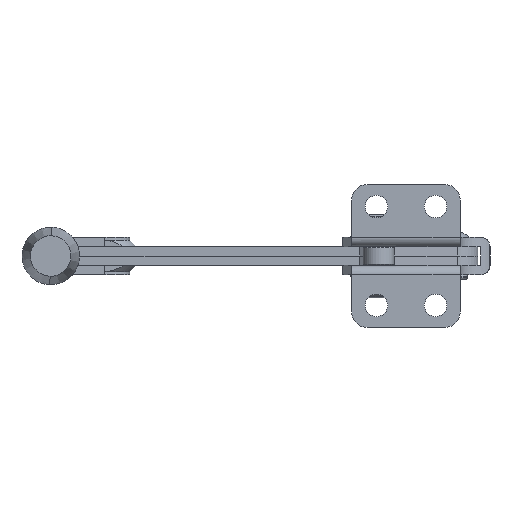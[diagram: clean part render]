
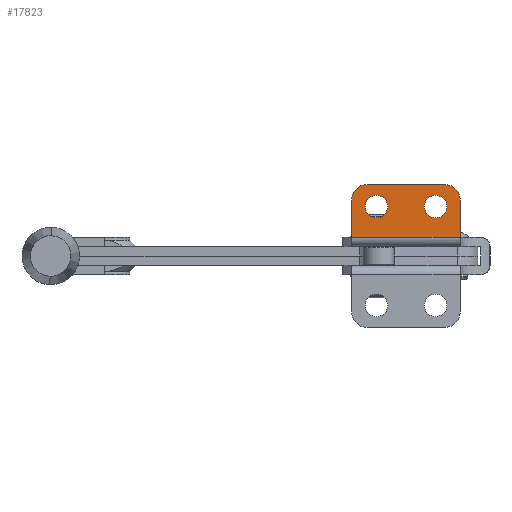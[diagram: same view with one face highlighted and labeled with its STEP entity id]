
A CAD part, front view. The second image highlights one B-rep face of the part: STEP entity #17823.
In plain terms, the highlighted planar face has unit normal (0, -1, 0).
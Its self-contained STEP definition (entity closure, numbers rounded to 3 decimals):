
#4996 = CARTESIAN_POINT ( 'NONE',  ( -26.9, 0., 21.9 ) ) ;
#4997 = CIRCLE ( 'NONE', #5170, 3.6 ) ;
#5170 = AXIS2_PLACEMENT_3D ( 'NONE', #4996, #5549, #5547 ) ;
#5543 = CARTESIAN_POINT ( 'NONE',  ( -30.5, 0., 21.9 ) ) ;
#5545 = CARTESIAN_POINT ( 'NONE',  ( -23.3, 0., 21.9 ) ) ;
#5547 = DIRECTION ( 'NONE',  ( -1., 0., 0. ) ) ;
#5549 = DIRECTION ( 'NONE',  ( 0., 1., 0. ) ) ;
#6047 = CARTESIAN_POINT ( 'NONE',  ( -11.5, 0., 21.9 ) ) ;
#6841 = CARTESIAN_POINT ( 'NONE',  ( -4.3, 0., 21.9 ) ) ;
#6842 = DIRECTION ( 'NONE',  ( -1., 0., 0. ) ) ;
#6843 = DIRECTION ( 'NONE',  ( 0., 1., 0. ) ) ;
#6844 = CARTESIAN_POINT ( 'NONE',  ( -7.9, 0., 21.9 ) ) ;
#6845 = AXIS2_PLACEMENT_3D ( 'NONE', #6844, #6843, #6842 ) ;
#6846 = CIRCLE ( 'NONE', #6845, 3.6 ) ;
#17751 = EDGE_CURVE ( 'NONE', #17783, #17792, #22485, .T. ) ;
#17783 = VERTEX_POINT ( 'NONE', #22666 ) ;
#17792 = VERTEX_POINT ( 'NONE', #22617 ) ;
#17823 = ADVANCED_FACE ( 'NONE', ( #22649, #22648, #22647 ), #22646, .F. ) ;
#17824 = EDGE_LOOP ( 'NONE', ( #17935, #17929, #17932, #17920, #17933, #17921 ) ) ;
#17827 = VERTEX_POINT ( 'NONE', #22693 ) ;
#17831 = VERTEX_POINT ( 'NONE', #22722 ) ;
#17832 = EDGE_CURVE ( 'NONE', #31133, #31132, #22694, .T. ) ;
#17833 = ORIENTED_EDGE ( 'NONE', *, *, #17926, .T. ) ;
#17835 = ORIENTED_EDGE ( 'NONE', *, *, #31131, .T. ) ;
#17884 = VERTEX_POINT ( 'NONE', #22810 ) ;
#17888 = EDGE_CURVE ( 'NONE', #17884, #17831, #22891, .T. ) ;
#17920 = ORIENTED_EDGE ( 'NONE', *, *, #17922, .T. ) ;
#17921 = ORIENTED_EDGE ( 'NONE', *, *, #17924, .T. ) ;
#17922 = EDGE_CURVE ( 'NONE', #17783, #17827, #22868, .T. ) ;
#17924 = EDGE_CURVE ( 'NONE', #17936, #17884, #22933, .T. ) ;
#17925 = EDGE_LOOP ( 'NONE', ( #17833, #17930 ) ) ;
#17926 = EDGE_CURVE ( 'NONE', #31299, #31344, #23027, .T. ) ;
#17927 = EDGE_LOOP ( 'NONE', ( #17931, #17835 ) ) ;
#17929 = ORIENTED_EDGE ( 'NONE', *, *, #17934, .T. ) ;
#17930 = ORIENTED_EDGE ( 'NONE', *, *, #31343, .T. ) ;
#17931 = ORIENTED_EDGE ( 'NONE', *, *, #17832, .T. ) ;
#17932 = ORIENTED_EDGE ( 'NONE', *, *, #17751, .F. ) ;
#17933 = ORIENTED_EDGE ( 'NONE', *, *, #17937, .F. ) ;
#17934 = EDGE_CURVE ( 'NONE', #17831, #17792, #22935, .T. ) ;
#17935 = ORIENTED_EDGE ( 'NONE', *, *, #17888, .T. ) ;
#17936 = VERTEX_POINT ( 'NONE', #23042 ) ;
#17937 = EDGE_CURVE ( 'NONE', #17936, #17827, #22895, .T. ) ;
#22485 = LINE ( 'NONE', #22558, #22557 ) ;
#22521 = DIRECTION ( 'NONE',  ( 0., -1., 0. ) ) ;
#22556 = DIRECTION ( 'NONE',  ( 0., 0., -1. ) ) ;
#22557 = VECTOR ( 'NONE', #22556, 1000. ) ;
#22558 = CARTESIAN_POINT ( 'NONE',  ( 0., 0., 12. ) ) ;
#22595 = DIRECTION ( 'NONE',  ( -1., 0., 0. ) ) ;
#22596 = DIRECTION ( 'NONE',  ( 0., 1., 0. ) ) ;
#22597 = CARTESIAN_POINT ( 'NONE',  ( 0., 0., 12. ) ) ;
#22598 = DIRECTION ( 'NONE',  ( -1., 0., 0. ) ) ;
#22599 = AXIS2_PLACEMENT_3D ( 'NONE', #22597, #22596, #22595 ) ;
#22617 = CARTESIAN_POINT ( 'NONE',  ( 0., 0., 12. ) ) ;
#22646 = PLANE ( 'NONE',  #22599 ) ;
#22647 = FACE_BOUND ( 'NONE', #17927, .T. ) ;
#22648 = FACE_BOUND ( 'NONE', #17925, .T. ) ;
#22649 = FACE_OUTER_BOUND ( 'NONE', #17824, .T. ) ;
#22666 = CARTESIAN_POINT ( 'NONE',  ( 0., 0., 24. ) ) ;
#22693 = CARTESIAN_POINT ( 'NONE',  ( -5., 0., 29. ) ) ;
#22694 = CIRCLE ( 'NONE', #22695, 3.6 ) ;
#22695 = AXIS2_PLACEMENT_3D ( 'NONE', #22706, #22713, #22716 ) ;
#22706 = CARTESIAN_POINT ( 'NONE',  ( -26.9, 0., 21.9 ) ) ;
#22713 = DIRECTION ( 'NONE',  ( 0., 1., 0. ) ) ;
#22716 = DIRECTION ( 'NONE',  ( -1., 0., 0. ) ) ;
#22722 = CARTESIAN_POINT ( 'NONE',  ( -34.9, 0., 12. ) ) ;
#22810 = CARTESIAN_POINT ( 'NONE',  ( -34.9, 0., 24. ) ) ;
#22866 = CARTESIAN_POINT ( 'NONE',  ( -5., 0., 24. ) ) ;
#22867 = AXIS2_PLACEMENT_3D ( 'NONE', #22866, #22521, #22598 ) ;
#22868 = CIRCLE ( 'NONE', #22867, 5. ) ;
#22888 = DIRECTION ( 'NONE',  ( 0., 0., -1. ) ) ;
#22889 = VECTOR ( 'NONE', #22888, 1000. ) ;
#22890 = CARTESIAN_POINT ( 'NONE',  ( -34.9, 0., 12. ) ) ;
#22891 = LINE ( 'NONE', #22890, #22889 ) ;
#22894 = CARTESIAN_POINT ( 'NONE',  ( -34.9, 0., 29. ) ) ;
#22895 = LINE ( 'NONE', #22894, #22957 ) ;
#22933 = CIRCLE ( 'NONE', #23029, 5. ) ;
#22934 = CARTESIAN_POINT ( 'NONE',  ( -29.9, 0., 24. ) ) ;
#22935 = LINE ( 'NONE', #23035, #23034 ) ;
#22954 = CARTESIAN_POINT ( 'NONE',  ( -7.9, 0., 21.9 ) ) ;
#22955 = AXIS2_PLACEMENT_3D ( 'NONE', #22954, #23026, #22989 ) ;
#22956 = DIRECTION ( 'NONE',  ( 1., 0., 0. ) ) ;
#22957 = VECTOR ( 'NONE', #22956, 1000. ) ;
#22971 = DIRECTION ( 'NONE',  ( -1., 0., 0. ) ) ;
#22989 = DIRECTION ( 'NONE',  ( -1., 0., 0. ) ) ;
#23026 = DIRECTION ( 'NONE',  ( 0., 1., 0. ) ) ;
#23027 = CIRCLE ( 'NONE', #22955, 3.6 ) ;
#23028 = DIRECTION ( 'NONE',  ( 0., -1., 0. ) ) ;
#23029 = AXIS2_PLACEMENT_3D ( 'NONE', #22934, #23028, #22971 ) ;
#23030 = DIRECTION ( 'NONE',  ( 1., 0., 0. ) ) ;
#23034 = VECTOR ( 'NONE', #23030, 1000. ) ;
#23035 = CARTESIAN_POINT ( 'NONE',  ( 0., 0., 12. ) ) ;
#23042 = CARTESIAN_POINT ( 'NONE',  ( -29.9, 0., 29. ) ) ;
#31131 = EDGE_CURVE ( 'NONE', #31132, #31133, #4997, .T. ) ;
#31132 = VERTEX_POINT ( 'NONE', #5545 ) ;
#31133 = VERTEX_POINT ( 'NONE', #5543 ) ;
#31299 = VERTEX_POINT ( 'NONE', #6047 ) ;
#31343 = EDGE_CURVE ( 'NONE', #31344, #31299, #6846, .T. ) ;
#31344 = VERTEX_POINT ( 'NONE', #6841 ) ;
